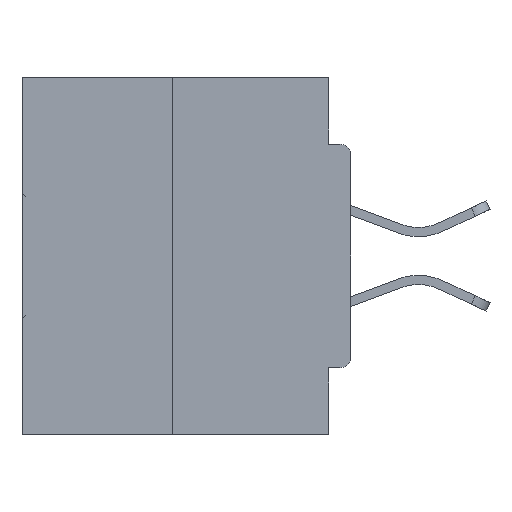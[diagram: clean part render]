
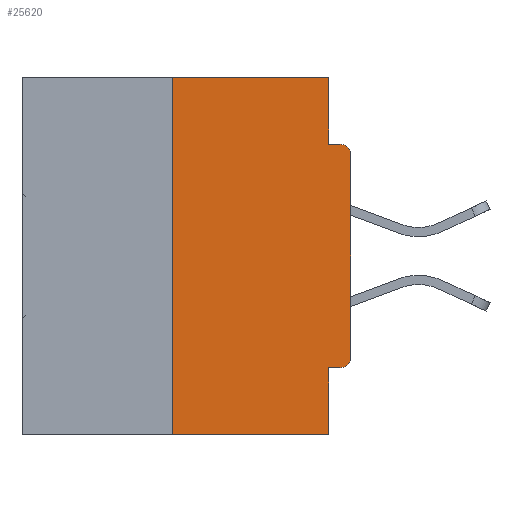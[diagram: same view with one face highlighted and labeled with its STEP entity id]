
A CAD part, left-side view. The second image highlights one B-rep face of the part: STEP entity #25620.
In plain terms, the highlighted planar face has unit normal (-1, 0, 0).
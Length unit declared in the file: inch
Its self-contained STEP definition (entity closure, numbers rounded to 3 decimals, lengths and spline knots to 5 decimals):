
#1785 = PLANE ( 'NONE',  #43193 ) ;
#2627 = EDGE_CURVE ( 'NONE', #41255, #42816, #35230, .T. ) ;
#4976 = ORIENTED_EDGE ( 'NONE', *, *, #9962, .T. ) ;
#5306 = CARTESIAN_POINT ( 'NONE',  ( 0., 0.031, 0. ) ) ;
#6546 = DIRECTION ( 'NONE',  ( 0., -1., 0. ) ) ;
#6571 = CARTESIAN_POINT ( 'NONE',  ( 0., 0.015, -0.0935 ) ) ;
#7490 = ORIENTED_EDGE ( 'NONE', *, *, #22984, .F. ) ;
#7542 = VECTOR ( 'NONE', #17133, 39.37008 ) ;
#8264 = ORIENTED_EDGE ( 'NONE', *, *, #20077, .F. ) ;
#8601 = DIRECTION ( 'NONE',  ( 0., 0., -1. ) ) ;
#9028 = DIRECTION ( 'NONE',  ( 0., 0., -1. ) ) ;
#9159 = DIRECTION ( 'NONE',  ( 0., 0., 1. ) ) ;
#9273 = DIRECTION ( 'NONE',  ( 0., 0., -1. ) ) ;
#9888 = EDGE_CURVE ( 'NONE', #18864, #14490, #29926, .T. ) ;
#9962 = EDGE_CURVE ( 'NONE', #16725, #14490, #25602, .T. ) ;
#10229 = VERTEX_POINT ( 'NONE', #5306 ) ;
#12211 = ORIENTED_EDGE ( 'NONE', *, *, #19403, .F. ) ;
#13583 = LINE ( 'NONE', #22883, #18498 ) ;
#14340 = CARTESIAN_POINT ( 'NONE',  ( 0., 0.015, -0.1085 ) ) ;
#14490 = VERTEX_POINT ( 'NONE', #6571 ) ;
#14511 = CARTESIAN_POINT ( 'NONE',  ( 0., 0., -0.4065 ) ) ;
#14724 = CARTESIAN_POINT ( 'NONE',  ( 0., 0.25, 0. ) ) ;
#14760 = ORIENTED_EDGE ( 'NONE', *, *, #27239, .T. ) ;
#15443 = LINE ( 'NONE', #43523, #30076 ) ;
#16026 = CARTESIAN_POINT ( 'NONE',  ( 0., 0.015, -0.4065 ) ) ;
#16279 = ORIENTED_EDGE ( 'NONE', *, *, #9888, .F. ) ;
#16725 = VERTEX_POINT ( 'NONE', #29277 ) ;
#16736 = CARTESIAN_POINT ( 'NONE',  ( 0., 0., -0.0935 ) ) ;
#16784 = ORIENTED_EDGE ( 'NONE', *, *, #34489, .T. ) ;
#17133 = DIRECTION ( 'NONE',  ( 0., -1., 0. ) ) ;
#18292 = ORIENTED_EDGE ( 'NONE', *, *, #2627, .F. ) ;
#18498 = VECTOR ( 'NONE', #9159, 39.37008 ) ;
#18864 = VERTEX_POINT ( 'NONE', #21870 ) ;
#19369 = CARTESIAN_POINT ( 'NONE',  ( 0., 0.46, 0. ) ) ;
#19403 = EDGE_CURVE ( 'NONE', #39056, #44217, #13583, .T. ) ;
#20077 = EDGE_CURVE ( 'NONE', #44217, #10229, #26585, .T. ) ;
#20339 = CIRCLE ( 'NONE', #36537, 0.015 ) ;
#21317 = DIRECTION ( 'NONE',  ( 0., 0., -1. ) ) ;
#21710 = VERTEX_POINT ( 'NONE', #35542 ) ;
#21870 = CARTESIAN_POINT ( 'NONE',  ( 0., 0.031, -0.0935 ) ) ;
#22880 = CARTESIAN_POINT ( 'NONE',  ( 0., 0.015, -0.3915 ) ) ;
#22883 = CARTESIAN_POINT ( 'NONE',  ( 0., 0.25, 0. ) ) ;
#22984 = EDGE_CURVE ( 'NONE', #10229, #18864, #15443, .T. ) ;
#24822 = DIRECTION ( 'NONE',  ( -1., 0., 0. ) ) ;
#25387 = LINE ( 'NONE', #14511, #28054 ) ;
#25456 = CARTESIAN_POINT ( 'NONE',  ( 0., 0.25, -0.5 ) ) ;
#25602 = CIRCLE ( 'NONE', #43885, 0.015 ) ;
#25620 = ADVANCED_FACE ( 'NONE', ( #40641 ), #1785, .F. ) ;
#26189 = CARTESIAN_POINT ( 'NONE',  ( 0., 0.031, -0.4065 ) ) ;
#26585 = LINE ( 'NONE', #30945, #7542 ) ;
#27239 = EDGE_CURVE ( 'NONE', #21710, #16725, #31820, .T. ) ;
#28054 = VECTOR ( 'NONE', #42263, 39.37008 ) ;
#29277 = CARTESIAN_POINT ( 'NONE',  ( 0., 0., -0.1085 ) ) ;
#29429 = DIRECTION ( 'NONE',  ( 0., 0., 1. ) ) ;
#29660 = EDGE_LOOP ( 'NONE', ( #8264, #12211, #16784, #18292, #40638, #36938, #14760, #4976, #16279, #7490 ) ) ;
#29860 = CARTESIAN_POINT ( 'NONE',  ( 0., 0., 0. ) ) ;
#29926 = LINE ( 'NONE', #16736, #44001 ) ;
#30076 = VECTOR ( 'NONE', #9028, 39.37008 ) ;
#30279 = DIRECTION ( 'NONE',  ( -1., 0., 0. ) ) ;
#30945 = CARTESIAN_POINT ( 'NONE',  ( 0., 0.46, 0. ) ) ;
#31820 = LINE ( 'NONE', #29860, #34532 ) ;
#33500 = VERTEX_POINT ( 'NONE', #16026 ) ;
#34255 = CARTESIAN_POINT ( 'NONE',  ( 0., 0.031, -0.5 ) ) ;
#34489 = EDGE_CURVE ( 'NONE', #39056, #42816, #43875, .T. ) ;
#34532 = VECTOR ( 'NONE', #29429, 39.37008 ) ;
#34684 = VECTOR ( 'NONE', #9273, 39.37008 ) ;
#35230 = LINE ( 'NONE', #37549, #34684 ) ;
#35542 = CARTESIAN_POINT ( 'NONE',  ( 0., 0., -0.3915 ) ) ;
#36035 = EDGE_CURVE ( 'NONE', #33500, #41255, #25387, .T. ) ;
#36537 = AXIS2_PLACEMENT_3D ( 'NONE', #22880, #30279, #40166 ) ;
#36938 = ORIENTED_EDGE ( 'NONE', *, *, #36998, .T. ) ;
#36998 = EDGE_CURVE ( 'NONE', #33500, #21710, #20339, .T. ) ;
#37549 = CARTESIAN_POINT ( 'NONE',  ( 0., 0.031, -0.5 ) ) ;
#38480 = VECTOR ( 'NONE', #44032, 39.37008 ) ;
#39056 = VERTEX_POINT ( 'NONE', #25456 ) ;
#39602 = DIRECTION ( 'NONE',  ( 1., 0., 0. ) ) ;
#40166 = DIRECTION ( 'NONE',  ( 0., 0., -1. ) ) ;
#40638 = ORIENTED_EDGE ( 'NONE', *, *, #36035, .F. ) ;
#40641 = FACE_OUTER_BOUND ( 'NONE', #29660, .T. ) ;
#40710 = CARTESIAN_POINT ( 'NONE',  ( 0., 0.46, -0.5 ) ) ;
#41255 = VERTEX_POINT ( 'NONE', #26189 ) ;
#42263 = DIRECTION ( 'NONE',  ( 0., 1., 0. ) ) ;
#42816 = VERTEX_POINT ( 'NONE', #34255 ) ;
#43193 = AXIS2_PLACEMENT_3D ( 'NONE', #19369, #39602, #8601 ) ;
#43523 = CARTESIAN_POINT ( 'NONE',  ( 0., 0.031, 0. ) ) ;
#43875 = LINE ( 'NONE', #40710, #38480 ) ;
#43885 = AXIS2_PLACEMENT_3D ( 'NONE', #14340, #24822, #21317 ) ;
#44001 = VECTOR ( 'NONE', #6546, 39.37008 ) ;
#44032 = DIRECTION ( 'NONE',  ( 0., -1., 0. ) ) ;
#44217 = VERTEX_POINT ( 'NONE', #14724 ) ;
